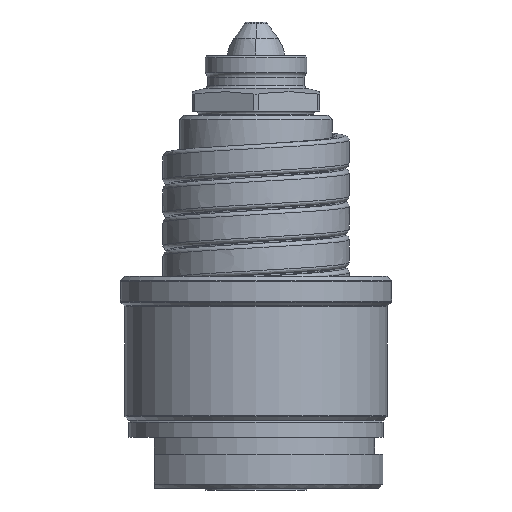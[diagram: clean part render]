
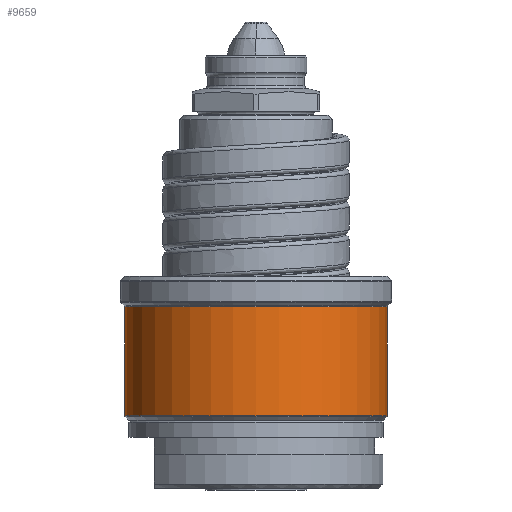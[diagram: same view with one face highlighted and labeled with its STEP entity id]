
A CAD part, front view. The second image highlights one B-rep face of the part: STEP entity #9659.
In plain terms, the highlighted cylindrical face has radius 15.5 mm (diameter 31 mm), a partial arc.
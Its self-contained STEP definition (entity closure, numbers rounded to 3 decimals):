
#2644=CARTESIAN_POINT('',(0.,0.,8.583));
#2645=DIRECTION('',(0.,0.,1.));
#2646=DIRECTION('',(-1.,0.,0.));
#2647=AXIS2_PLACEMENT_3D('',#2644,#2645,#2646);
#2649=DIRECTION('',(0.,0.,-1.));
#2650=VECTOR('',#2649,12.835);
#2651=CARTESIAN_POINT('',(-15.5,0.,21.417));
#2652=LINE('',#2651,#2650);
#2653=CARTESIAN_POINT('',(0.,0.,21.417));
#2654=DIRECTION('',(0.,0.,1.));
#2655=DIRECTION('',(-1.,0.,0.));
#2656=AXIS2_PLACEMENT_3D('',#2653,#2654,#2655);
#2658=DIRECTION('',(0.,0.,-1.));
#2659=VECTOR('',#2658,12.835);
#2660=CARTESIAN_POINT('',(15.5,0.,21.417));
#2661=LINE('',#2660,#2659);
#5488=CARTESIAN_POINT('',(15.5,0.,21.417));
#5489=CARTESIAN_POINT('',(-15.5,0.,21.417));
#5490=VERTEX_POINT('',#5488);
#5491=VERTEX_POINT('',#5489);
#5514=CARTESIAN_POINT('',(15.5,0.,8.583));
#5515=VERTEX_POINT('',#5514);
#5516=CARTESIAN_POINT('',(-15.5,0.,8.583));
#5517=VERTEX_POINT('',#5516);
#9647=CARTESIAN_POINT('',(0.,0.,7.15));
#9648=DIRECTION('',(0.,0.,1.));
#9649=DIRECTION('',(-1.,0.,0.));
#9650=AXIS2_PLACEMENT_3D('',#9647,#9648,#9649);
#9651=CYLINDRICAL_SURFACE('',#9650,15.5);
#9652=ORIENTED_EDGE('',*,*,#9619,.F.);
#9653=ORIENTED_EDGE('',*,*,#9637,.F.);
#9655=ORIENTED_EDGE('',*,*,#9654,.T.);
#9656=ORIENTED_EDGE('',*,*,#9633,.T.);
#9657=EDGE_LOOP('',(#9652,#9653,#9655,#9656));
#9658=FACE_OUTER_BOUND('',#9657,.F.);
#2648=CIRCLE('',#2647,15.5);
#2657=CIRCLE('',#2656,15.5);
#9619=EDGE_CURVE('',#5517,#5515,#2648,.T.);
#9633=EDGE_CURVE('',#5490,#5515,#2661,.T.);
#9637=EDGE_CURVE('',#5491,#5517,#2652,.T.);
#9654=EDGE_CURVE('',#5491,#5490,#2657,.T.);
#9659=ADVANCED_FACE('',(#9658),#9651,.T.);
